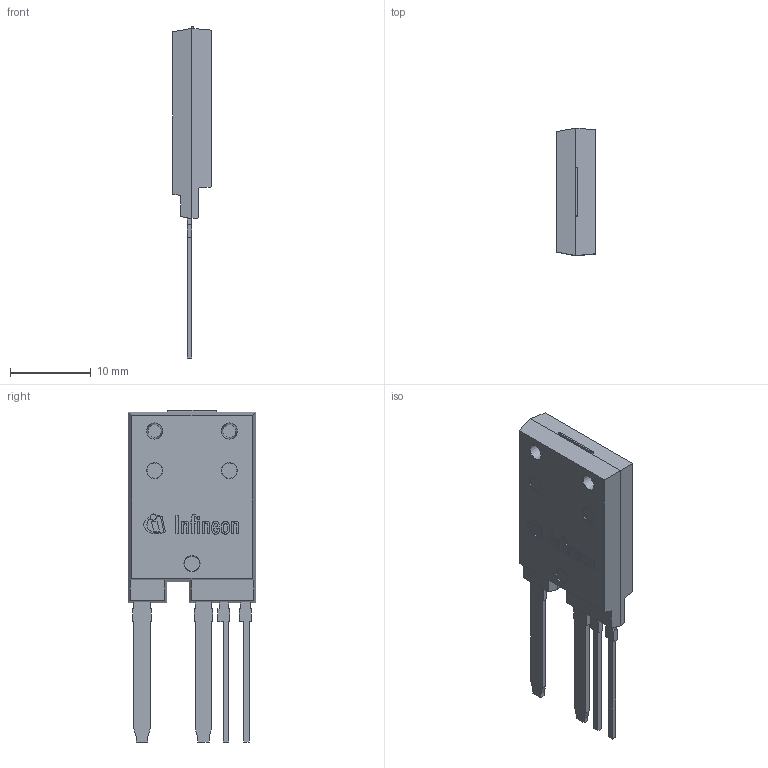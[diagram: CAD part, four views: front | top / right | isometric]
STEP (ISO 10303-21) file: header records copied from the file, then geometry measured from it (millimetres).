
FILE_DESCRIPTION(/* description */ (''),/* implementation_level */ '2;1');
FILE_NAME(/* name */ 'PG-TO247-4-18_Z8B00247713_V03_3D.stp',/* time_stamp */ '2024-06-27T10:56:51+05:30',/* author */ ('sivamani'),/* organization */ (''),/* preprocessor_version */ 'ST-DEVELOPER v19.2',/* originating_system */ 'AutoCAD Mechanical',/* authorisation */ '');
FILE_SCHEMA (('AUTOMOTIVE_DESIGN { 1 0 10303 214 3 1 1 }'));
Length unit declared in the file: millimetre
Products named in the file (1): Product
Bounding box: 4.81 x 15.8 x 41.21 mm (x, y, z)
Volume: 1625.6 mm3; surface area: 1764 mm2
Topology: 19 solids, 19 shells, 235 faces, 561 edges, 369 vertices
Faces by surface type: plane 203, bspline 18, cylinder 9, torus 3, cone 2
Full cylindrical faces by diameter (mm): 0.373 x1, 0.767 x1, 2 x5
Entity records: 6935 total; most frequent: CARTESIAN_POINT 1536, ORIENTED_EDGE 1122, DIRECTION 987, EDGE_CURVE 561, LINE 499, VECTOR 499, VERTEX_POINT 369, EDGE_LOOP 244
